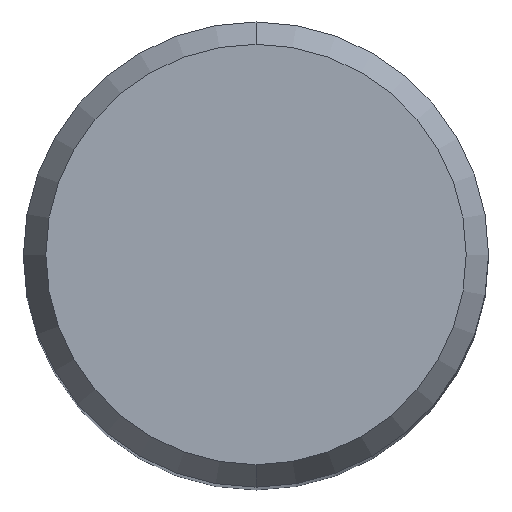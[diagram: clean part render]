
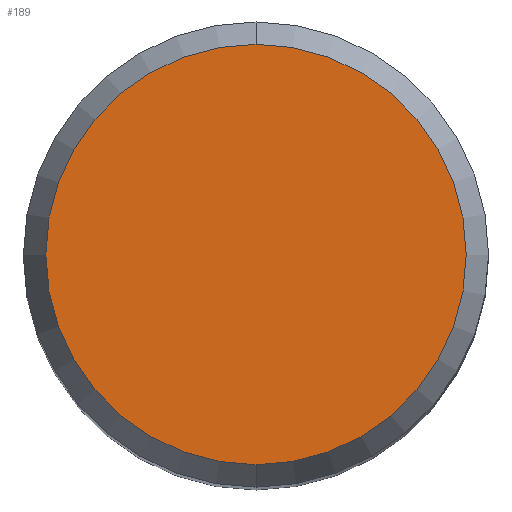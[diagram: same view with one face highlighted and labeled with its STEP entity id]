
A CAD part, top view. The second image highlights one B-rep face of the part: STEP entity #189.
In plain terms, the highlighted planar face has unit normal (0, 0, 1).
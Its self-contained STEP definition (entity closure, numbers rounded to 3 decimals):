
#189=ADVANCED_FACE('',(#483),#484,.T.);
#223=VERTEX_POINT('',#522);
#375=VERTEX_POINT('',#687);
#411=EDGE_CURVE('',#223,#375,#727,.T.);
#433=EDGE_CURVE('',#375,#223,#752,.T.);
#483=FACE_OUTER_BOUND('',#826,.T.);
#484=PLANE('',#827);
#522=CARTESIAN_POINT('',(0.,-5.423,0.0));
#687=CARTESIAN_POINT('',(0.0,5.423,0.0));
#727=CIRCLE('',#1338,5.423);
#752=CIRCLE('',#1379,5.423);
#826=EDGE_LOOP('',(#1469,#1470));
#827=AXIS2_PLACEMENT_3D('',#1471,#1472,#1473);
#1338=AXIS2_PLACEMENT_3D('',#1738,#1739,#1740);
#1379=AXIS2_PLACEMENT_3D('',#1775,#1776,#1777);
#1469=ORIENTED_EDGE('',*,*,#433,.F.);
#1470=ORIENTED_EDGE('',*,*,#411,.F.);
#1471=CARTESIAN_POINT('',(0.0,2.711,0.0));
#1472=DIRECTION('',(-0.0,0.0,1.0));
#1473=DIRECTION('',(0.0,-1.0,0.0));
#1738=CARTESIAN_POINT('',(0.0,0.0,0.0));
#1739=DIRECTION('',(0.0,0.0,-1.0));
#1740=DIRECTION('',(0.0,1.0,0.0));
#1775=CARTESIAN_POINT('',(0.0,0.0,0.0));
#1776=DIRECTION('',(0.0,0.0,-1.0));
#1777=DIRECTION('',(0.0,1.0,0.0));
